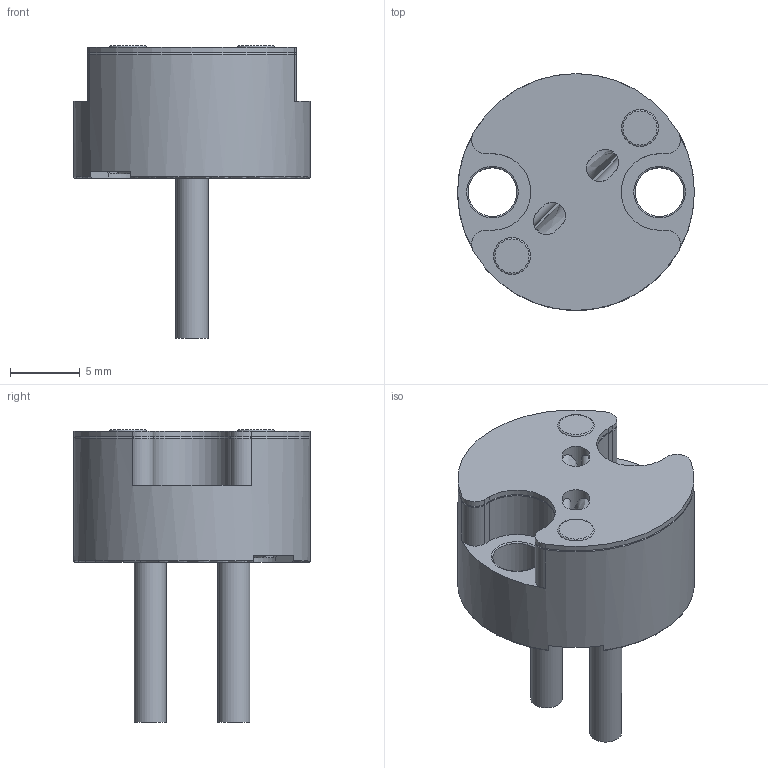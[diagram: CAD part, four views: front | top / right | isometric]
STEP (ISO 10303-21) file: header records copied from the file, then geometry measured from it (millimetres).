
FILE_DESCRIPTION(/* description */ (''),/* implementation_level */ '2;1');
FILE_NAME(/* name */ 'G4_Socket.step',/* time_stamp */ '2022-11-28T14:28:02-06:00',/* author */ (''),/* organization */ (''),/* preprocessor_version */ 'ST-DEVELOPER v19.2',/* originating_system */ 'Autodesk Translation Framework v11.17.0.187',/* authorisation */ '');
FILE_SCHEMA (('AUTOMOTIVE_DESIGN { 1 0 10303 214 3 1 1 }'));
Length unit declared in the file: millimetre
Products named in the file (1): G4_Socket
Bounding box: 17 x 17 x 21 mm (x, y, z)
Volume: 1869.9 mm3; surface area: 1420.4 mm2
Topology: 1 solids, 1 shells, 128 faces, 313 edges, 200 vertices
Faces by surface type: plane 59, cylinder 47, torus 18, bspline 4
Full cylindrical faces by diameter (mm): 0.9 x2, 0.92 x2, 1.59 x2, 1.79 x2, 1.81 x2, 2.3 x2, 2.8 x2, 3.5 x2, 17 x1
Entity records: 4169 total; most frequent: CARTESIAN_POINT 902, DIRECTION 709, ORIENTED_EDGE 626, EDGE_CURVE 313, AXIS2_PLACEMENT_3D 285, VERTEX_POINT 200, CIRCLE 150, EDGE_LOOP 149
